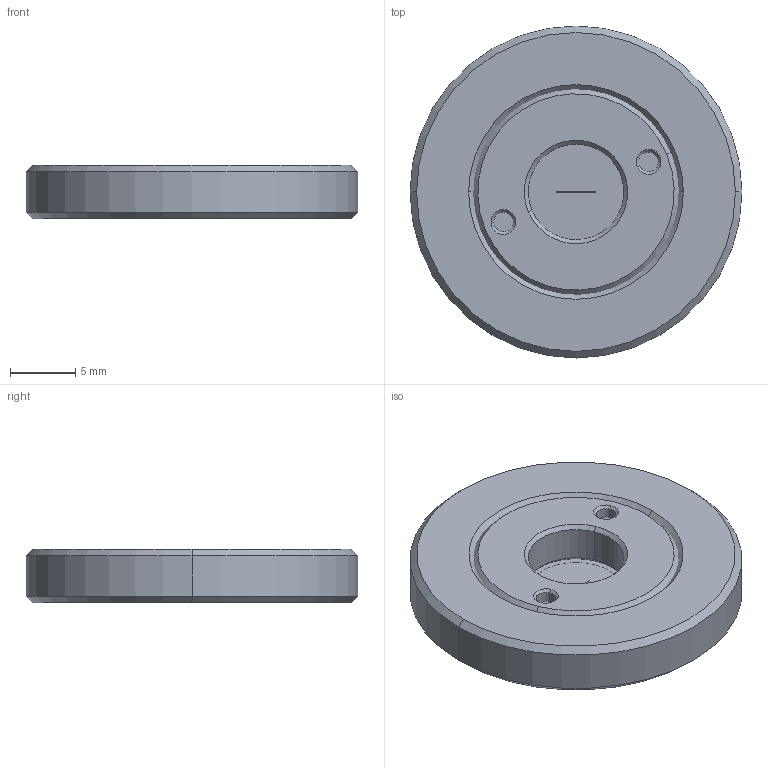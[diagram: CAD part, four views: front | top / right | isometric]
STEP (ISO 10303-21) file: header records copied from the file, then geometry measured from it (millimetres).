
FILE_DESCRIPTION (( 'STEP AP203' ), '1' );
FILE_NAME ('SLA1-10W.STEP', '2025-07-23T02:21:37', ( '' ), ( '' ), 'SwSTEP 2.0', 'SolidWorks 2020', '' );
FILE_SCHEMA (( 'CONFIG_CONTROL_DESIGN' ));
Length unit declared in the file: millimetre
Products named in the file (1): SLA1-10W
Bounding box: 25.35 x 25.35 x 4.1 mm (x, y, z)
Volume: 1885.3 mm3; surface area: 2092.9 mm2
Topology: 3 solids, 3 shells, 414 faces, 1113 edges, 736 vertices
Faces by surface type: plane 263, bspline 109, cylinder 22, cone 20
Entity records: 17478 total; most frequent: CARTESIAN_POINT 7701, ORIENTED_EDGE 2226, DIRECTION 1573, EDGE_CURVE 1113, LINE 829, VECTOR 829, VERTEX_POINT 736, EDGE_LOOP 451
